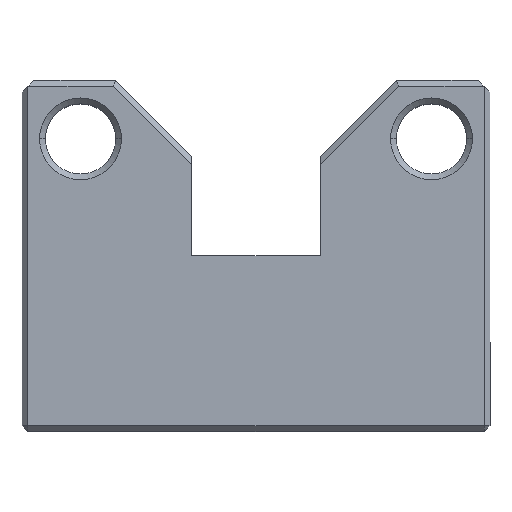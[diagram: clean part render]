
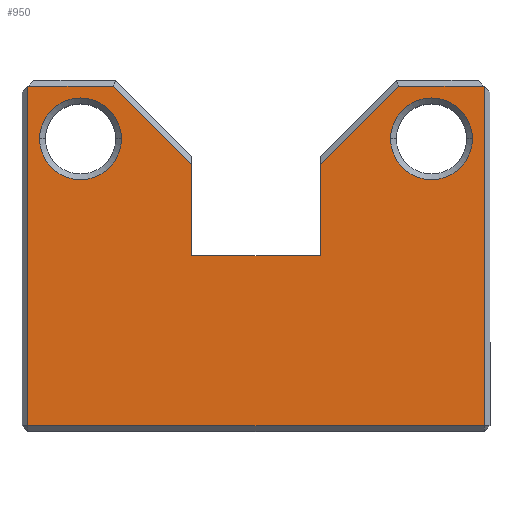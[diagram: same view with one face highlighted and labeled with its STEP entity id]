
A CAD part, top view. The second image highlights one B-rep face of the part: STEP entity #950.
In plain terms, the highlighted planar face has unit normal (0, 0, 1).
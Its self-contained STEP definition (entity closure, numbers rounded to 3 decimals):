
#142 = DIRECTION ( 'NONE',  ( 1., 0., 0. ) ) ;
#143 = DIRECTION ( 'NONE',  ( 0., 0., -1. ) ) ;
#144 = CARTESIAN_POINT ( 'NONE',  ( -15., -15., 5. ) ) ;
#145 = AXIS2_PLACEMENT_3D ( 'NONE', #144, #143, #142 ) ;
#150 = CIRCLE ( 'NONE', #145, 3.5 ) ;
#447 = CARTESIAN_POINT ( 'NONE',  ( 11.5, -15., 5. ) ) ;
#450 = DIRECTION ( 'NONE',  ( 0., 1., 0. ) ) ;
#451 = VECTOR ( 'NONE', #450, 1000. ) ;
#452 = CARTESIAN_POINT ( 'NONE',  ( 19.5, -10., 5. ) ) ;
#454 = CARTESIAN_POINT ( 'NONE',  ( 19.5, -39.5, 5. ) ) ;
#455 = DIRECTION ( 'NONE',  ( 1., 0., 0. ) ) ;
#456 = VECTOR ( 'NONE', #455, 1000. ) ;
#457 = CARTESIAN_POINT ( 'NONE',  ( 20., -39.5, 5. ) ) ;
#461 = LINE ( 'NONE', #452, #451 ) ;
#466 = LINE ( 'NONE', #457, #456 ) ;
#485 = DIRECTION ( 'NONE',  ( 1., 0., 0. ) ) ;
#486 = DIRECTION ( 'NONE',  ( 0., 0., -1. ) ) ;
#487 = CARTESIAN_POINT ( 'NONE',  ( 15., -15., 5. ) ) ;
#488 = AXIS2_PLACEMENT_3D ( 'NONE', #487, #486, #485 ) ;
#490 = CARTESIAN_POINT ( 'NONE',  ( 18.5, -15., 5. ) ) ;
#495 = CIRCLE ( 'NONE', #488, 3.5 ) ;
#628 = ORIENTED_EDGE ( 'NONE', *, *, #665, .T. ) ;
#633 = EDGE_CURVE ( 'NONE', #702, #983, #1093, .T. ) ;
#664 = VERTEX_POINT ( 'NONE', #1168 ) ;
#665 = EDGE_CURVE ( 'NONE', #702, #676, #1160, .T. ) ;
#671 = VERTEX_POINT ( 'NONE', #1146 ) ;
#674 = EDGE_CURVE ( 'NONE', #671, #664, #1194, .T. ) ;
#676 = VERTEX_POINT ( 'NONE', #1147 ) ;
#677 = ORIENTED_EDGE ( 'NONE', *, *, #803, .T. ) ;
#679 = EDGE_CURVE ( 'NONE', #676, #671, #1187, .T. ) ;
#680 = ORIENTED_EDGE ( 'NONE', *, *, #679, .T. ) ;
#681 = ORIENTED_EDGE ( 'NONE', *, *, #674, .T. ) ;
#698 = EDGE_CURVE ( 'NONE', #812, #817, #1254, .T. ) ;
#701 = ORIENTED_EDGE ( 'NONE', *, *, #1570, .T. ) ;
#702 = VERTEX_POINT ( 'NONE', #1250 ) ;
#703 = ORIENTED_EDGE ( 'NONE', *, *, #698, .T. ) ;
#771 = ORIENTED_EDGE ( 'NONE', *, *, #819, .T. ) ;
#803 = EDGE_CURVE ( 'NONE', #664, #809, #466, .T. ) ;
#804 = ORIENTED_EDGE ( 'NONE', *, *, #807, .T. ) ;
#807 = EDGE_CURVE ( 'NONE', #809, #989, #461, .T. ) ;
#809 = VERTEX_POINT ( 'NONE', #454 ) ;
#810 = EDGE_LOOP ( 'NONE', ( #771, #703 ) ) ;
#812 = VERTEX_POINT ( 'NONE', #447 ) ;
#817 = VERTEX_POINT ( 'NONE', #490 ) ;
#819 = EDGE_CURVE ( 'NONE', #817, #812, #495, .T. ) ;
#950 = ADVANCED_FACE ( 'NONE', ( #1351, #1347, #1374 ), #1353, .T. ) ;
#951 = EDGE_LOOP ( 'NONE', ( #992, #988, #979, #980, #981, #628, #680, #681, #677, #804 ) ) ;
#977 = VERTEX_POINT ( 'NONE', #1387 ) ;
#978 = EDGE_CURVE ( 'NONE', #986, #977, #1388, .T. ) ;
#979 = ORIENTED_EDGE ( 'NONE', *, *, #978, .F. ) ;
#980 = ORIENTED_EDGE ( 'NONE', *, *, #985, .F. ) ;
#981 = ORIENTED_EDGE ( 'NONE', *, *, #633, .F. ) ;
#983 = VERTEX_POINT ( 'NONE', #1433 ) ;
#985 = EDGE_CURVE ( 'NONE', #983, #986, #1425, .T. ) ;
#986 = VERTEX_POINT ( 'NONE', #1424 ) ;
#987 = EDGE_CURVE ( 'NONE', #990, #977, #1428, .T. ) ;
#988 = ORIENTED_EDGE ( 'NONE', *, *, #987, .T. ) ;
#989 = VERTEX_POINT ( 'NONE', #1419 ) ;
#990 = VERTEX_POINT ( 'NONE', #1412 ) ;
#991 = EDGE_CURVE ( 'NONE', #989, #990, #1465, .T. ) ;
#992 = ORIENTED_EDGE ( 'NONE', *, *, #991, .T. ) ;
#994 = VERTEX_POINT ( 'NONE', #1458 ) ;
#998 = EDGE_CURVE ( 'NONE', #994, #1005, #1456, .T. ) ;
#1005 = VERTEX_POINT ( 'NONE', #1496 ) ;
#1090 = DIRECTION ( 'NONE',  ( 0., -1., 0. ) ) ;
#1091 = VECTOR ( 'NONE', #1090, 1000. ) ;
#1092 = CARTESIAN_POINT ( 'NONE',  ( -5.5, 4.311, 5. ) ) ;
#1093 = LINE ( 'NONE', #1092, #1091 ) ;
#1146 = CARTESIAN_POINT ( 'NONE',  ( -19.5, -10.5, 5. ) ) ;
#1147 = CARTESIAN_POINT ( 'NONE',  ( -12.207, -10.5, 5. ) ) ;
#1154 = DIRECTION ( 'NONE',  ( -0.707, 0.707, 0. ) ) ;
#1155 = VECTOR ( 'NONE', #1154, 1000. ) ;
#1156 = CARTESIAN_POINT ( 'NONE',  ( -12.354, -10.354, 5. ) ) ;
#1160 = LINE ( 'NONE', #1156, #1155 ) ;
#1168 = CARTESIAN_POINT ( 'NONE',  ( -19.5, -39.5, 5. ) ) ;
#1175 = AXIS2_PLACEMENT_3D ( 'NONE', #1210, #1253, #1252 ) ;
#1178 = DIRECTION ( 'NONE',  ( -1., 0., 0. ) ) ;
#1179 = VECTOR ( 'NONE', #1178, 1000. ) ;
#1180 = CARTESIAN_POINT ( 'NONE',  ( -20., -10.5, 5. ) ) ;
#1187 = LINE ( 'NONE', #1180, #1179 ) ;
#1191 = DIRECTION ( 'NONE',  ( 0., -1., 0. ) ) ;
#1192 = VECTOR ( 'NONE', #1191, 1000. ) ;
#1193 = CARTESIAN_POINT ( 'NONE',  ( -19.5, -40., 5. ) ) ;
#1194 = LINE ( 'NONE', #1193, #1192 ) ;
#1210 = CARTESIAN_POINT ( 'NONE',  ( 15., -15., 5. ) ) ;
#1250 = CARTESIAN_POINT ( 'NONE',  ( -5.5, -17.207, 5. ) ) ;
#1252 = DIRECTION ( 'NONE',  ( 1., 0., 0. ) ) ;
#1253 = DIRECTION ( 'NONE',  ( 0., 0., -1. ) ) ;
#1254 = CIRCLE ( 'NONE', #1175, 3.5 ) ;
#1347 = FACE_BOUND ( 'NONE', #1574, .T. ) ;
#1351 = FACE_OUTER_BOUND ( 'NONE', #951, .T. ) ;
#1353 = PLANE ( 'NONE',  #1408 ) ;
#1374 = FACE_BOUND ( 'NONE', #810, .T. ) ;
#1387 = CARTESIAN_POINT ( 'NONE',  ( 5.5, -17.207, 5. ) ) ;
#1388 = LINE ( 'NONE', #1391, #1427 ) ;
#1391 = CARTESIAN_POINT ( 'NONE',  ( 5.5, 4.311, 5. ) ) ;
#1405 = DIRECTION ( 'NONE',  ( 1., 0., 0. ) ) ;
#1406 = DIRECTION ( 'NONE',  ( 0., 0., 1. ) ) ;
#1407 = CARTESIAN_POINT ( 'NONE',  ( 0., 0., 5. ) ) ;
#1408 = AXIS2_PLACEMENT_3D ( 'NONE', #1407, #1406, #1405 ) ;
#1412 = CARTESIAN_POINT ( 'NONE',  ( 12.207, -10.5, 5. ) ) ;
#1415 = CARTESIAN_POINT ( 'NONE',  ( 5.854, -16.854, 5. ) ) ;
#1416 = DIRECTION ( 'NONE',  ( 1., 0., 0. ) ) ;
#1417 = VECTOR ( 'NONE', #1416, 1000. ) ;
#1418 = CARTESIAN_POINT ( 'NONE',  ( 5.5, -25., 5. ) ) ;
#1419 = CARTESIAN_POINT ( 'NONE',  ( 19.5, -10.5, 5. ) ) ;
#1424 = CARTESIAN_POINT ( 'NONE',  ( 5.5, -25., 5. ) ) ;
#1425 = LINE ( 'NONE', #1418, #1417 ) ;
#1426 = DIRECTION ( 'NONE',  ( 0., 1., 0. ) ) ;
#1427 = VECTOR ( 'NONE', #1426, 1000. ) ;
#1428 = LINE ( 'NONE', #1415, #1471 ) ;
#1433 = CARTESIAN_POINT ( 'NONE',  ( -5.5, -25., 5. ) ) ;
#1440 = DIRECTION ( 'NONE',  ( 1., 0., 0. ) ) ;
#1442 = DIRECTION ( 'NONE',  ( 0., 0., -1. ) ) ;
#1443 = CARTESIAN_POINT ( 'NONE',  ( -15., -15., 5. ) ) ;
#1444 = AXIS2_PLACEMENT_3D ( 'NONE', #1443, #1442, #1440 ) ;
#1456 = CIRCLE ( 'NONE', #1444, 3.5 ) ;
#1458 = CARTESIAN_POINT ( 'NONE',  ( -11.5, -15., 5. ) ) ;
#1462 = DIRECTION ( 'NONE',  ( -1., 0., 0. ) ) ;
#1463 = VECTOR ( 'NONE', #1462, 1000. ) ;
#1464 = CARTESIAN_POINT ( 'NONE',  ( 12., -10.5, 5. ) ) ;
#1465 = LINE ( 'NONE', #1464, #1463 ) ;
#1470 = DIRECTION ( 'NONE',  ( -0.707, -0.707, 0. ) ) ;
#1471 = VECTOR ( 'NONE', #1470, 1000. ) ;
#1496 = CARTESIAN_POINT ( 'NONE',  ( -18.5, -15., 5. ) ) ;
#1569 = ORIENTED_EDGE ( 'NONE', *, *, #998, .T. ) ;
#1570 = EDGE_CURVE ( 'NONE', #1005, #994, #150, .T. ) ;
#1574 = EDGE_LOOP ( 'NONE', ( #1569, #701 ) ) ;
